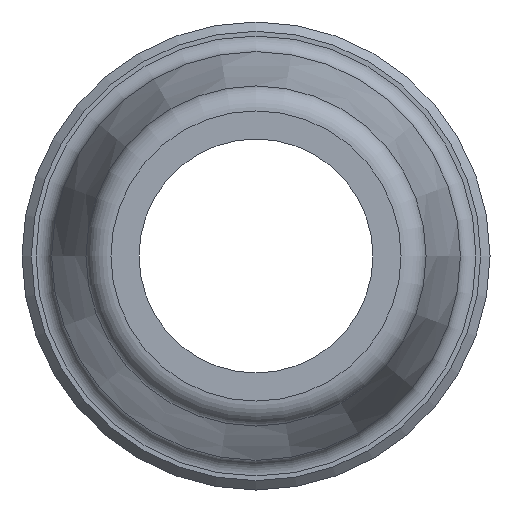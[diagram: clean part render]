
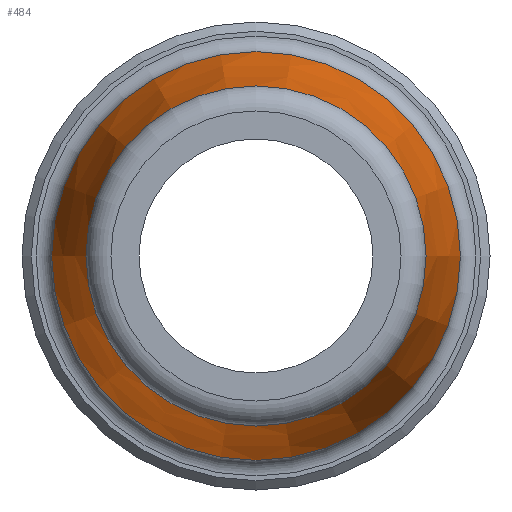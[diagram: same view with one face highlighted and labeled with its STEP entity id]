
A CAD part, left-side view. The second image highlights one B-rep face of the part: STEP entity #484.
In plain terms, the highlighted conical face has half-angle 13 degrees and reference radius 6 mm.
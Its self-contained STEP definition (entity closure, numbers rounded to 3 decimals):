
#430=CARTESIAN_POINT('',(5.,5.45,0.0));
#431=VERTEX_POINT('',#430);
#432=CARTESIAN_POINT('',(5.,0.0,0.0));
#433=DIRECTION('',(1.0,0.0,0.0));
#434=DIRECTION('',(0.0,1.0,0.0));
#435=AXIS2_PLACEMENT_3D('',#432,#433,#434);
#436=CIRCLE('',#435,5.45);
#437=EDGE_CURVE('',#431,#431,#436,.T.);
#465=CARTESIAN_POINT('',(7.382,0.0,0.0));
#466=DIRECTION('',(1.0,0.0,0.0));
#467=DIRECTION('',(0.0,1.0,0.0));
#468=AXIS2_PLACEMENT_3D('',#465,#466,#467);
#469=CONICAL_SURFACE('',#468,6.0,13.);
#470=CARTESIAN_POINT('',(9.765,6.55,0.0));
#471=VERTEX_POINT('',#470);
#472=CARTESIAN_POINT('',(9.765,0.0,0.0));
#473=DIRECTION('',(1.0,0.0,0.0));
#474=DIRECTION('',(0.0,1.0,0.0));
#475=AXIS2_PLACEMENT_3D('',#472,#473,#474);
#476=CIRCLE('',#475,6.55);
#477=EDGE_CURVE('',#471,#471,#476,.T.);
#478=ORIENTED_EDGE('',*,*,#477,.F.);
#479=EDGE_LOOP('',(#478));
#480=FACE_OUTER_BOUND('',#479,.T.);
#481=ORIENTED_EDGE('',*,*,#437,.T.);
#482=EDGE_LOOP('',(#481));
#483=FACE_BOUND('',#482,.T.);
#484=ADVANCED_FACE('',(#480,#483),#469,.T.);
